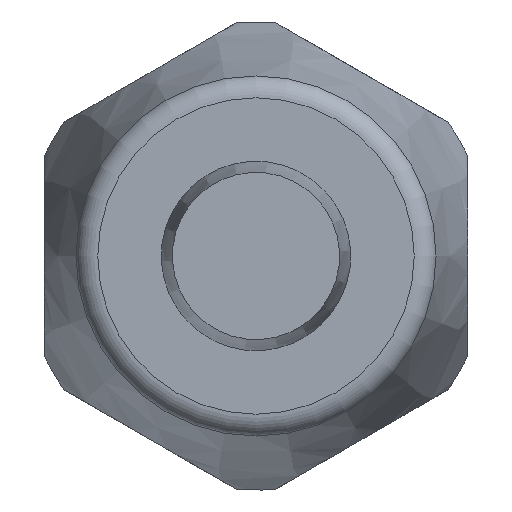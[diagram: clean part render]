
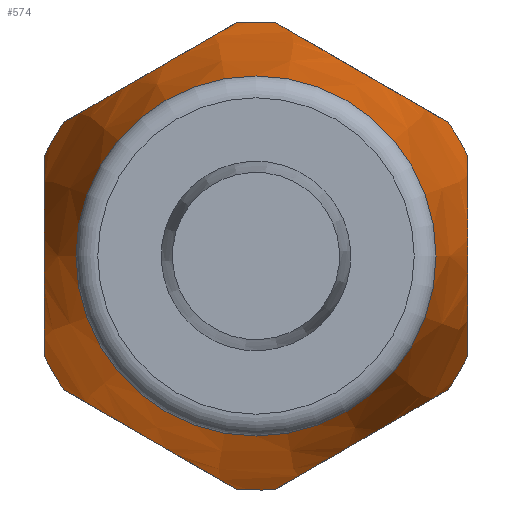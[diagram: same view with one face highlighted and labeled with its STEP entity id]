
A CAD part, front view. The second image highlights one B-rep face of the part: STEP entity #574.
In plain terms, the highlighted conical face has half-angle 12 degrees and reference radius 9.288 mm.
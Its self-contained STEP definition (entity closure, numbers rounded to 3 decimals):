
#13=(
BOUNDED_CURVE()
B_SPLINE_CURVE(2,(#989,#990,#991),.UNSPECIFIED.,.F.,.F.)
B_SPLINE_CURVE_WITH_KNOTS((3,3),(0.,1.298),.UNSPECIFIED.)
CURVE()
GEOMETRIC_REPRESENTATION_ITEM()
RATIONAL_B_SPLINE_CURVE((1.,1.105,1.))
REPRESENTATION_ITEM('')
);
#14=(
BOUNDED_CURVE()
B_SPLINE_CURVE(2,(#992,#993,#994),.UNSPECIFIED.,.F.,.F.)
B_SPLINE_CURVE_WITH_KNOTS((3,3),(0.,1.298),.UNSPECIFIED.)
CURVE()
GEOMETRIC_REPRESENTATION_ITEM()
RATIONAL_B_SPLINE_CURVE((1.,1.105,1.))
REPRESENTATION_ITEM('')
);
#15=(
BOUNDED_CURVE()
B_SPLINE_CURVE(2,(#995,#996,#997),.UNSPECIFIED.,.F.,.F.)
B_SPLINE_CURVE_WITH_KNOTS((3,3),(0.,1.298),.UNSPECIFIED.)
CURVE()
GEOMETRIC_REPRESENTATION_ITEM()
RATIONAL_B_SPLINE_CURVE((1.,1.105,1.))
REPRESENTATION_ITEM('')
);
#16=(
BOUNDED_CURVE()
B_SPLINE_CURVE(2,(#999,#1000,#1001),.UNSPECIFIED.,.F.,.F.)
B_SPLINE_CURVE_WITH_KNOTS((3,3),(0.,0.649),.UNSPECIFIED.)
CURVE()
GEOMETRIC_REPRESENTATION_ITEM()
RATIONAL_B_SPLINE_CURVE((1.,1.053,1.053))
REPRESENTATION_ITEM('')
);
#17=(
BOUNDED_CURVE()
B_SPLINE_CURVE(2,(#1003,#1004,#1005),.UNSPECIFIED.,.F.,.F.)
B_SPLINE_CURVE_WITH_KNOTS((3,3),(0.649,1.298),
 .UNSPECIFIED.)
CURVE()
GEOMETRIC_REPRESENTATION_ITEM()
RATIONAL_B_SPLINE_CURVE((1.053,1.053,1.))
REPRESENTATION_ITEM('')
);
#18=(
BOUNDED_CURVE()
B_SPLINE_CURVE(2,(#1006,#1007,#1008),.UNSPECIFIED.,.F.,.F.)
B_SPLINE_CURVE_WITH_KNOTS((3,3),(0.,1.298),.UNSPECIFIED.)
CURVE()
GEOMETRIC_REPRESENTATION_ITEM()
RATIONAL_B_SPLINE_CURVE((1.,1.105,1.))
REPRESENTATION_ITEM('')
);
#19=(
BOUNDED_CURVE()
B_SPLINE_CURVE(2,(#1009,#1010,#1011),.UNSPECIFIED.,.F.,.F.)
B_SPLINE_CURVE_WITH_KNOTS((3,3),(0.,1.298),.UNSPECIFIED.)
CURVE()
GEOMETRIC_REPRESENTATION_ITEM()
RATIONAL_B_SPLINE_CURVE((1.,1.105,1.))
REPRESENTATION_ITEM('')
);
#20=CONICAL_SURFACE('',#662,9.288,0.209);
#38=LINE('',#1002,#58);
#58=VECTOR('',#793,9.288);
#119=FACE_OUTER_BOUND('',#157,.T.);
#157=EDGE_LOOP('',(#405,#406,#407,#408,#409,#410,#411,#412,#413,#414,#415,
#416,#417,#418,#419,#420,#421));
#192=CIRCLE('',#631,8.075);
#195=CIRCLE('',#634,8.075);
#204=CIRCLE('',#646,10.5);
#206=CIRCLE('',#649,10.5);
#207=CIRCLE('',#651,10.5);
#209=CIRCLE('',#654,10.5);
#211=CIRCLE('',#657,10.5);
#213=CIRCLE('',#660,10.5);
#230=VERTEX_POINT('',#887);
#231=VERTEX_POINT('',#888);
#242=VERTEX_POINT('',#938);
#243=VERTEX_POINT('',#940);
#244=VERTEX_POINT('',#944);
#247=VERTEX_POINT('',#949);
#249=VERTEX_POINT('',#954);
#250=VERTEX_POINT('',#956);
#253=VERTEX_POINT('',#963);
#254=VERTEX_POINT('',#965);
#257=VERTEX_POINT('',#972);
#258=VERTEX_POINT('',#974);
#261=VERTEX_POINT('',#981);
#262=VERTEX_POINT('',#983);
#264=VERTEX_POINT('',#998);
#282=EDGE_CURVE('',#230,#231,#192,.T.);
#285=EDGE_CURVE('',#231,#230,#195,.T.);
#297=EDGE_CURVE('',#242,#243,#204,.T.);
#302=EDGE_CURVE('',#247,#244,#206,.T.);
#304=EDGE_CURVE('',#249,#250,#207,.T.);
#308=EDGE_CURVE('',#253,#254,#209,.T.);
#312=EDGE_CURVE('',#257,#258,#211,.T.);
#316=EDGE_CURVE('',#261,#262,#213,.T.);
#319=EDGE_CURVE('',#242,#244,#13,.T.);
#320=EDGE_CURVE('',#247,#262,#14,.T.);
#321=EDGE_CURVE('',#261,#258,#15,.T.);
#322=EDGE_CURVE('',#257,#264,#16,.T.);
#323=EDGE_CURVE('',#264,#231,#38,.T.);
#324=EDGE_CURVE('',#264,#254,#17,.T.);
#325=EDGE_CURVE('',#253,#250,#18,.T.);
#326=EDGE_CURVE('',#249,#243,#19,.T.);
#405=ORIENTED_EDGE('',*,*,#319,.T.);
#406=ORIENTED_EDGE('',*,*,#302,.F.);
#407=ORIENTED_EDGE('',*,*,#320,.T.);
#408=ORIENTED_EDGE('',*,*,#316,.F.);
#409=ORIENTED_EDGE('',*,*,#321,.T.);
#410=ORIENTED_EDGE('',*,*,#312,.F.);
#411=ORIENTED_EDGE('',*,*,#322,.T.);
#412=ORIENTED_EDGE('',*,*,#323,.T.);
#413=ORIENTED_EDGE('',*,*,#285,.T.);
#414=ORIENTED_EDGE('',*,*,#282,.T.);
#415=ORIENTED_EDGE('',*,*,#323,.F.);
#416=ORIENTED_EDGE('',*,*,#324,.T.);
#417=ORIENTED_EDGE('',*,*,#308,.F.);
#418=ORIENTED_EDGE('',*,*,#325,.T.);
#419=ORIENTED_EDGE('',*,*,#304,.F.);
#420=ORIENTED_EDGE('',*,*,#326,.T.);
#421=ORIENTED_EDGE('',*,*,#297,.F.);
#574=ADVANCED_FACE('',(#119),#20,.T.);
#631=AXIS2_PLACEMENT_3D('',#889,#717,#718);
#634=AXIS2_PLACEMENT_3D('',#893,#723,#724);
#646=AXIS2_PLACEMENT_3D('',#941,#748,#749);
#649=AXIS2_PLACEMENT_3D('',#951,#757,#758);
#651=AXIS2_PLACEMENT_3D('',#957,#762,#763);
#654=AXIS2_PLACEMENT_3D('',#966,#770,#771);
#657=AXIS2_PLACEMENT_3D('',#975,#778,#779);
#660=AXIS2_PLACEMENT_3D('',#984,#786,#787);
#662=AXIS2_PLACEMENT_3D('',#988,#791,#792);
#717=DIRECTION('center_axis',(0.,1.,0.));
#718=DIRECTION('ref_axis',(-1.,0.,0.));
#723=DIRECTION('center_axis',(0.,1.,0.));
#724=DIRECTION('ref_axis',(-1.,0.,0.));
#748=DIRECTION('center_axis',(0.,1.,0.));
#749=DIRECTION('ref_axis',(-1.,0.,0.));
#757=DIRECTION('center_axis',(0.,1.,0.));
#758=DIRECTION('ref_axis',(-1.,0.,0.));
#762=DIRECTION('center_axis',(0.,1.,0.));
#763=DIRECTION('ref_axis',(-1.,0.,0.));
#770=DIRECTION('center_axis',(0.,1.,0.));
#771=DIRECTION('ref_axis',(-1.,0.,0.));
#778=DIRECTION('center_axis',(0.,1.,0.));
#779=DIRECTION('ref_axis',(-1.,0.,0.));
#786=DIRECTION('center_axis',(0.,1.,0.));
#787=DIRECTION('ref_axis',(-1.,0.,0.));
#791=DIRECTION('center_axis',(0.,1.,0.));
#792=DIRECTION('ref_axis',(-1.,0.,0.));
#793=DIRECTION('',(-0.208,-0.978,0.));
#887=CARTESIAN_POINT('',(0.,0.792,-8.075));
#888=CARTESIAN_POINT('',(8.075,0.792,0.));
#889=CARTESIAN_POINT('Origin',(0.,0.792,0.));
#893=CARTESIAN_POINT('Origin',(0.,0.792,0.));
#938=CARTESIAN_POINT('',(-9.5,12.2,4.472));
#940=CARTESIAN_POINT('',(-8.623,12.2,5.991));
#941=CARTESIAN_POINT('Origin',(0.,12.2,0.));
#944=CARTESIAN_POINT('',(-9.5,12.2,-4.472));
#949=CARTESIAN_POINT('',(-8.623,12.2,-5.991));
#951=CARTESIAN_POINT('Origin',(0.,12.2,0.));
#954=CARTESIAN_POINT('',(-0.877,12.2,10.463));
#956=CARTESIAN_POINT('',(0.877,12.2,10.463));
#957=CARTESIAN_POINT('Origin',(0.,12.2,0.));
#963=CARTESIAN_POINT('',(8.623,12.2,5.991));
#965=CARTESIAN_POINT('',(9.5,12.2,4.472));
#966=CARTESIAN_POINT('Origin',(0.,12.2,0.));
#972=CARTESIAN_POINT('',(9.5,12.2,-4.472));
#974=CARTESIAN_POINT('',(8.623,12.2,-5.991));
#975=CARTESIAN_POINT('Origin',(0.,12.2,0.));
#981=CARTESIAN_POINT('',(0.877,12.2,-10.463));
#983=CARTESIAN_POINT('',(-0.877,12.2,-10.463));
#984=CARTESIAN_POINT('Origin',(0.,12.2,0.));
#988=CARTESIAN_POINT('Origin',(0.,6.496,0.));
#989=CARTESIAN_POINT('Ctrl Pts',(-9.5,12.2,4.472));
#990=CARTESIAN_POINT('Ctrl Pts',(-9.5,3.239,0.));
#991=CARTESIAN_POINT('Ctrl Pts',(-9.5,12.2,-4.472));
#992=CARTESIAN_POINT('Ctrl Pts',(-8.623,12.2,-5.991));
#993=CARTESIAN_POINT('Ctrl Pts',(-4.75,3.239,-8.227));
#994=CARTESIAN_POINT('Ctrl Pts',(-0.877,12.2,-10.463));
#995=CARTESIAN_POINT('Ctrl Pts',(0.877,12.2,-10.463));
#996=CARTESIAN_POINT('Ctrl Pts',(4.75,3.239,-8.227));
#997=CARTESIAN_POINT('Ctrl Pts',(8.623,12.2,-5.991));
#998=CARTESIAN_POINT('',(9.5,7.495,0.));
#999=CARTESIAN_POINT('Ctrl Pts',(9.5,12.2,-4.472));
#1000=CARTESIAN_POINT('Ctrl Pts',(9.5,7.495,-2.124));
#1001=CARTESIAN_POINT('Ctrl Pts',(9.5,7.495,0.));
#1002=CARTESIAN_POINT('',(9.288,6.496,0.));
#1003=CARTESIAN_POINT('Ctrl Pts',(9.5,7.495,0.));
#1004=CARTESIAN_POINT('Ctrl Pts',(9.5,7.495,2.124));
#1005=CARTESIAN_POINT('Ctrl Pts',(9.5,12.2,4.472));
#1006=CARTESIAN_POINT('Ctrl Pts',(8.623,12.2,5.991));
#1007=CARTESIAN_POINT('Ctrl Pts',(4.75,3.239,8.227));
#1008=CARTESIAN_POINT('Ctrl Pts',(0.877,12.2,10.463));
#1009=CARTESIAN_POINT('Ctrl Pts',(-0.877,12.2,10.463));
#1010=CARTESIAN_POINT('Ctrl Pts',(-4.75,3.239,8.227));
#1011=CARTESIAN_POINT('Ctrl Pts',(-8.623,12.2,5.991));
